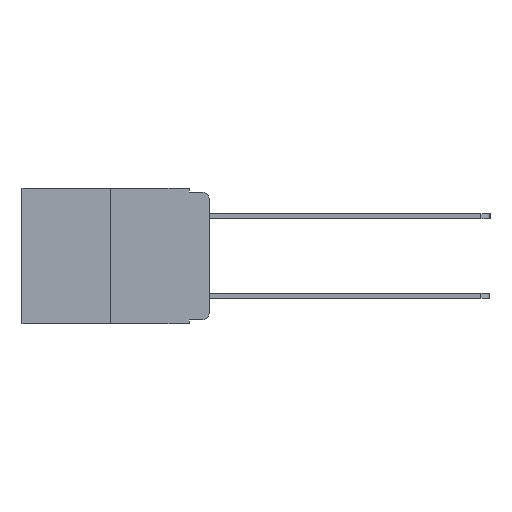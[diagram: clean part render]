
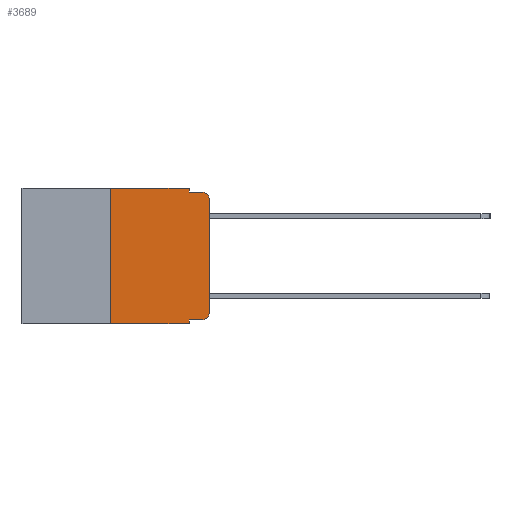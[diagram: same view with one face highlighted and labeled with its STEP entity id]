
A CAD part, left-side view. The second image highlights one B-rep face of the part: STEP entity #3689.
In plain terms, the highlighted planar face has unit normal (-1, 0, 0).
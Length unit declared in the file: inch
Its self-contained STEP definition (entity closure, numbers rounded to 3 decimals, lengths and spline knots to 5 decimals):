
#23 = VERTEX_POINT ( 'NONE', #10933 ) ;
#172 = DIRECTION ( 'NONE',  ( 0., -1., 0. ) ) ;
#422 = VERTEX_POINT ( 'NONE', #4369 ) ;
#551 = DIRECTION ( 'NONE',  ( 0., -1., 0. ) ) ;
#930 = LINE ( 'NONE', #6143, #13531 ) ;
#1003 = CARTESIAN_POINT ( 'NONE',  ( 0., 0.473, 0. ) ) ;
#1371 = DIRECTION ( 'NONE',  ( 0., -1., 0. ) ) ;
#1434 = DIRECTION ( 'NONE',  ( 0., 0., -1. ) ) ;
#2243 = CARTESIAN_POINT ( 'NONE',  ( 0., 0., -0.313 ) ) ;
#2330 = DIRECTION ( 'NONE',  ( 0., 0., 1. ) ) ;
#2388 = LINE ( 'NONE', #13139, #14360 ) ;
#2429 = EDGE_CURVE ( 'NONE', #10992, #11511, #8651, .T. ) ;
#2951 = CARTESIAN_POINT ( 'NONE',  ( 0., 0.051, -0.333 ) ) ;
#3174 = ORIENTED_EDGE ( 'NONE', *, *, #8902, .T. ) ;
#3377 = EDGE_CURVE ( 'NONE', #422, #10992, #10173, .T. ) ;
#3635 = CARTESIAN_POINT ( 'NONE',  ( 0., 0.051, 0. ) ) ;
#3678 = LINE ( 'NONE', #8963, #9510 ) ;
#3689 = ADVANCED_FACE ( 'NONE', ( #13404 ), #8542, .F. ) ;
#3721 = ORIENTED_EDGE ( 'NONE', *, *, #5096, .F. ) ;
#3954 = VERTEX_POINT ( 'NONE', #10080 ) ;
#4332 = ORIENTED_EDGE ( 'NONE', *, *, #8767, .F. ) ;
#4369 = CARTESIAN_POINT ( 'NONE',  ( 0., 0.051, -0.333 ) ) ;
#4936 = DIRECTION ( 'NONE',  ( 0., 0., -1. ) ) ;
#4953 = ORIENTED_EDGE ( 'NONE', *, *, #2429, .T. ) ;
#5096 = EDGE_CURVE ( 'NONE', #422, #12265, #11824, .T. ) ;
#5115 = VERTEX_POINT ( 'NONE', #13239 ) ;
#5368 = CARTESIAN_POINT ( 'NONE',  ( 0., 0.02, -0.333 ) ) ;
#5477 = VECTOR ( 'NONE', #551, 39.37008 ) ;
#5571 = VECTOR ( 'NONE', #1434, 39.37008 ) ;
#6143 = CARTESIAN_POINT ( 'NONE',  ( 0., 0.25, 0. ) ) ;
#6223 = DIRECTION ( 'NONE',  ( 0., 0., -1. ) ) ;
#6229 = ORIENTED_EDGE ( 'NONE', *, *, #13038, .T. ) ;
#6669 = EDGE_CURVE ( 'NONE', #5115, #8077, #930, .T. ) ;
#6732 = CARTESIAN_POINT ( 'NONE',  ( 0., 0.02, -0.03 ) ) ;
#6970 = ORIENTED_EDGE ( 'NONE', *, *, #3377, .T. ) ;
#7269 = VECTOR ( 'NONE', #11016, 39.37008 ) ;
#7411 = EDGE_CURVE ( 'NONE', #10499, #14906, #13685, .T. ) ;
#7792 = CIRCLE ( 'NONE', #10383, 0.02 ) ;
#7875 = DIRECTION ( 'NONE',  ( 0., 0., -1. ) ) ;
#8077 = VERTEX_POINT ( 'NONE', #9084 ) ;
#8119 = AXIS2_PLACEMENT_3D ( 'NONE', #9725, #9648, #10359 ) ;
#8204 = EDGE_CURVE ( 'NONE', #14906, #23, #11394, .T. ) ;
#8212 = VECTOR ( 'NONE', #4936, 39.37008 ) ;
#8542 = PLANE ( 'NONE',  #9300 ) ;
#8651 = CIRCLE ( 'NONE', #8119, 0.02 ) ;
#8755 = ORIENTED_EDGE ( 'NONE', *, *, #9636, .T. ) ;
#8767 = EDGE_CURVE ( 'NONE', #8077, #10499, #2388, .T. ) ;
#8902 = EDGE_CURVE ( 'NONE', #3954, #23, #7792, .T. ) ;
#8963 = CARTESIAN_POINT ( 'NONE',  ( 0., 0.473, -0.343 ) ) ;
#9084 = CARTESIAN_POINT ( 'NONE',  ( 0., 0.25, 0. ) ) ;
#9300 = AXIS2_PLACEMENT_3D ( 'NONE', #1003, #12839, #6223 ) ;
#9510 = VECTOR ( 'NONE', #11205, 39.37008 ) ;
#9636 = EDGE_CURVE ( 'NONE', #11511, #3954, #10573, .T. ) ;
#9648 = DIRECTION ( 'NONE',  ( -1., 0., 0. ) ) ;
#9725 = CARTESIAN_POINT ( 'NONE',  ( 0., 0.02, -0.313 ) ) ;
#9888 = EDGE_LOOP ( 'NONE', ( #8755, #3174, #12247, #12970, #4332, #11082, #6229, #3721, #6970, #4953 ) ) ;
#9912 = CARTESIAN_POINT ( 'NONE',  ( 0., 0., 0. ) ) ;
#10080 = CARTESIAN_POINT ( 'NONE',  ( 0., 0., -0.03 ) ) ;
#10173 = LINE ( 'NONE', #2951, #12709 ) ;
#10353 = CARTESIAN_POINT ( 'NONE',  ( 0., 0.051, -0.01 ) ) ;
#10359 = DIRECTION ( 'NONE',  ( 0., 0., -1. ) ) ;
#10383 = AXIS2_PLACEMENT_3D ( 'NONE', #6732, #14495, #7875 ) ;
#10499 = VERTEX_POINT ( 'NONE', #11176 ) ;
#10573 = LINE ( 'NONE', #9912, #7269 ) ;
#10933 = CARTESIAN_POINT ( 'NONE',  ( 0., 0.02, -0.01 ) ) ;
#10992 = VERTEX_POINT ( 'NONE', #5368 ) ;
#11016 = DIRECTION ( 'NONE',  ( 0., 0., 1. ) ) ;
#11082 = ORIENTED_EDGE ( 'NONE', *, *, #6669, .F. ) ;
#11176 = CARTESIAN_POINT ( 'NONE',  ( 0., 0.051, 0. ) ) ;
#11205 = DIRECTION ( 'NONE',  ( 0., -1., 0. ) ) ;
#11394 = LINE ( 'NONE', #10353, #5477 ) ;
#11511 = VERTEX_POINT ( 'NONE', #2243 ) ;
#11824 = LINE ( 'NONE', #13192, #5571 ) ;
#12247 = ORIENTED_EDGE ( 'NONE', *, *, #8204, .F. ) ;
#12265 = VERTEX_POINT ( 'NONE', #12356 ) ;
#12356 = CARTESIAN_POINT ( 'NONE',  ( 0., 0.051, -0.343 ) ) ;
#12709 = VECTOR ( 'NONE', #172, 39.37008 ) ;
#12839 = DIRECTION ( 'NONE',  ( 1., 0., 0. ) ) ;
#12970 = ORIENTED_EDGE ( 'NONE', *, *, #7411, .F. ) ;
#13038 = EDGE_CURVE ( 'NONE', #5115, #12265, #3678, .T. ) ;
#13139 = CARTESIAN_POINT ( 'NONE',  ( 0., 0.473, 0. ) ) ;
#13192 = CARTESIAN_POINT ( 'NONE',  ( 0., 0.051, 0. ) ) ;
#13239 = CARTESIAN_POINT ( 'NONE',  ( 0., 0.25, -0.343 ) ) ;
#13404 = FACE_OUTER_BOUND ( 'NONE', #9888, .T. ) ;
#13531 = VECTOR ( 'NONE', #2330, 39.37008 ) ;
#13685 = LINE ( 'NONE', #3635, #8212 ) ;
#14360 = VECTOR ( 'NONE', #1371, 39.37008 ) ;
#14495 = DIRECTION ( 'NONE',  ( -1., 0., 0. ) ) ;
#14711 = CARTESIAN_POINT ( 'NONE',  ( 0., 0.051, -0.01 ) ) ;
#14906 = VERTEX_POINT ( 'NONE', #14711 ) ;
